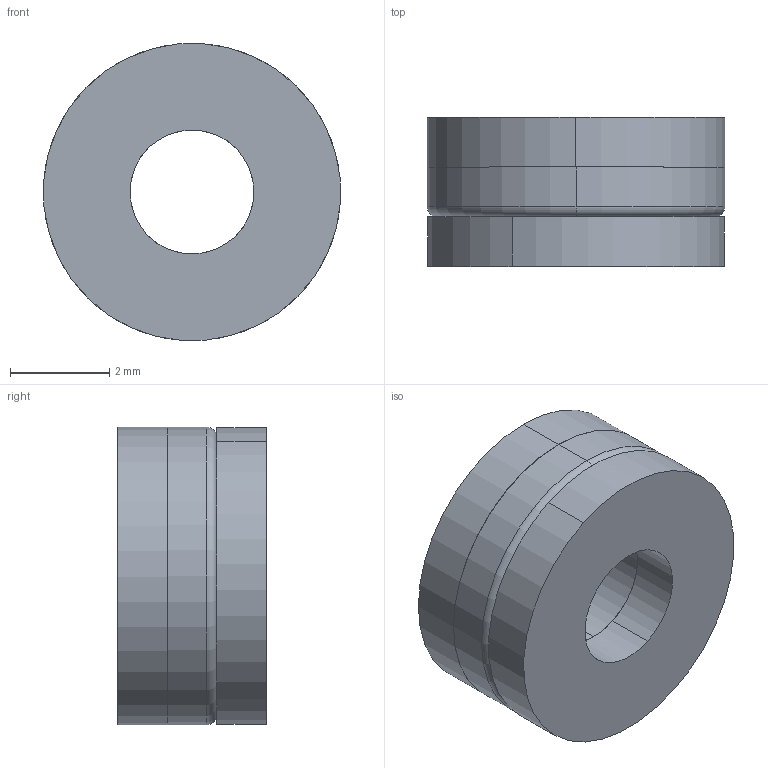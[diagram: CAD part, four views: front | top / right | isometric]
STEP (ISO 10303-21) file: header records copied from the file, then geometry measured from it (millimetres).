
FILE_DESCRIPTION (( 'STEP AP214' ), '1' );
FILE_NAME ('B945 Ïîäøèïíèê óïîðíûé 2,5 - 6 - 3 ìì.STEP', '2026-03-18T08:49:51', ( '' ), ( '' ), 'SwSTEP 2.0', 'SolidWorks 2026', '' );
FILE_SCHEMA (( 'AUTOMOTIVE_DESIGN' ));
Length unit declared in the file: millimetre
Products named in the file (4): B945 Первая часть_00; B945 Шарик_00; B945 Внутренняя часть_00; B945 Подшипник упорный 2,5 - 6 - 3 мм
Assembly tree (12 placements, depth 2):
  B945 Подшипник упорный 2,5 - 6 - 3 мм
    B945 Внутренняя часть_00
    B945 Шарик_00  x9
    B945 Первая часть_00  x2
Bounding box: 6 x 3 x 6 mm (x, y, z)
Volume: 57.5 mm3; surface area: 271.7 mm2
Topology: 12 solids, 12 shells, 74 faces, 193 edges, 131 vertices
Faces by surface type: cylinder 34, sphere 18, plane 12, torus 10
Entity records: 1607 total; most frequent: DIRECTION 308, CARTESIAN_POINT 241, ORIENTED_EDGE 216, AXIS2_PLACEMENT_3D 139, EDGE_CURVE 108, CIRCLE 78, EDGE_LOOP 72, VERTEX_POINT 72
